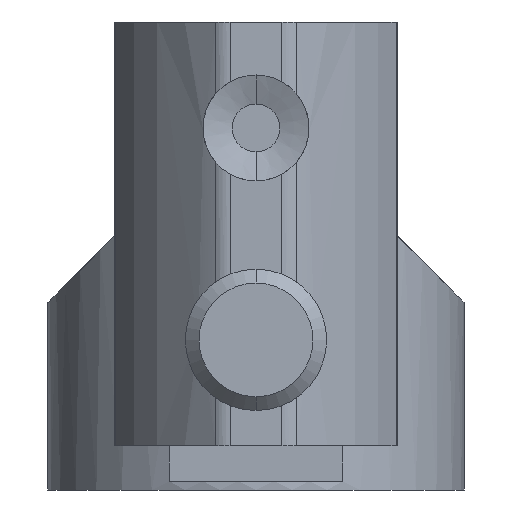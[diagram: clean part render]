
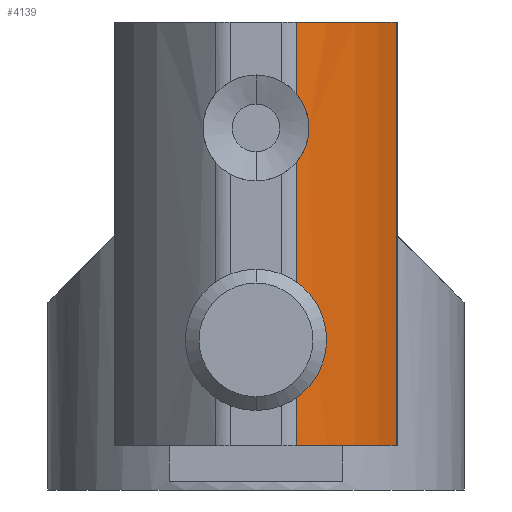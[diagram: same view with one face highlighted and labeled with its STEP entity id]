
A CAD part, front view. The second image highlights one B-rep face of the part: STEP entity #4139.
In plain terms, the highlighted cylindrical face has radius 8.5 mm (diameter 17 mm), a partial arc.
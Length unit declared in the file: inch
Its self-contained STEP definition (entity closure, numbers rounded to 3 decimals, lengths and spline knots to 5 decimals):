
#9 = VECTOR ( 'NONE', #19, 39.37008 ) ;
#19 = DIRECTION ( 'NONE',  ( 0., 0., -1. ) ) ;
#74 = CIRCLE ( 'NONE', #813, 0.33465 ) ;
#144 = ORIENTED_EDGE ( 'NONE', *, *, #3429, .T. ) ;
#145 = CARTESIAN_POINT ( 'NONE',  ( 0.06497, -0.14446, -0.12259 ) ) ;
#150 = CARTESIAN_POINT ( 'NONE',  ( -0.15072, 0.11141, 0.23622 ) ) ;
#180 = LINE ( 'NONE', #1367, #9 ) ;
#251 = CARTESIAN_POINT ( 'NONE',  ( -0.15072, 0.11141, -0.23622 ) ) ;
#451 = AXIS2_PLACEMENT_3D ( 'NONE', #1932, #4292, #1637 ) ;
#460 = FACE_OUTER_BOUND ( 'NONE', #3729, .T. ) ;
#491 = CARTESIAN_POINT ( 'NONE',  ( 0.05643, -0.15142, 0.13588 ) ) ;
#496 = CARTESIAN_POINT ( 'NONE',  ( 0.06257, -0.14646, -0.13614 ) ) ;
#502 = DIRECTION ( 'NONE',  ( -1., 0., 0. ) ) ;
#596 = DIRECTION ( 'NONE',  ( -1., 0., 0. ) ) ;
#617 = VERTEX_POINT ( 'NONE', #2558 ) ;
#800 = EDGE_CURVE ( 'NONE', #1609, #2773, #74, .T. ) ;
#813 = AXIS2_PLACEMENT_3D ( 'NONE', #251, #2586, #596 ) ;
#827 = CYLINDRICAL_SURFACE ( 'NONE', #451, 0.33465 ) ;
#832 = CARTESIAN_POINT ( 'NONE',  ( 0.0587, -0.14961, 0.12548 ) ) ;
#837 = CARTESIAN_POINT ( 'NONE',  ( 0.05581, -0.15194, -0.15249 ) ) ;
#839 = B_SPLINE_CURVE_WITH_KNOTS ( 'NONE', 3,
 ( #2153, #3829, #2480, #491, #2822, #832, #3172, #1171, #3514, #1519, #3846, #1842 ),
 .UNSPECIFIED., .F., .F.,
 ( 4, 2, 2, 2, 2, 4 ),
 ( 0., 0.00055, 0.00083, 0.0011, 0.00165, 0.0022 ),
 .UNSPECIFIED. ) ;
#843 = DIRECTION ( 'NONE',  ( 0., 0., -1. ) ) ;
#851 = DIRECTION ( 'NONE',  ( 0., 0., -1. ) ) ;
#1026 = ORIENTED_EDGE ( 'NONE', *, *, #800, .T. ) ;
#1131 = VERTEX_POINT ( 'NONE', #3298 ) ;
#1162 = CARTESIAN_POINT ( 'NONE',  ( 0.04483, -0.16016, 0.15656 ) ) ;
#1171 = CARTESIAN_POINT ( 'NONE',  ( 0.05906, -0.14932, 0.11092 ) ) ;
#1173 = CARTESIAN_POINT ( 'NONE',  ( 0.15617, -0.02203, 0.23622 ) ) ;
#1174 = CARTESIAN_POINT ( 'NONE',  ( 0.04483, -0.16016, -0.16513 ) ) ;
#1242 = VERTEX_POINT ( 'NONE', #1329 ) ;
#1329 = CARTESIAN_POINT ( 'NONE',  ( 0.04483, -0.16016, -0.07109 ) ) ;
#1367 = CARTESIAN_POINT ( 'NONE',  ( 0.04483, -0.16016, 0.23622 ) ) ;
#1395 = ORIENTED_EDGE ( 'NONE', *, *, #4344, .T. ) ;
#1428 = CARTESIAN_POINT ( 'NONE',  ( 0.15617, -0.02203, 0.23622 ) ) ;
#1507 = CARTESIAN_POINT ( 'NONE',  ( 0.05052, -0.15599, -0.07705 ) ) ;
#1519 = CARTESIAN_POINT ( 'NONE',  ( 0.05271, -0.15432, 0.09058 ) ) ;
#1530 = CARTESIAN_POINT ( 'NONE',  ( 0.04483, -0.16016, 0.23622 ) ) ;
#1557 = ORIENTED_EDGE ( 'NONE', *, *, #1851, .T. ) ;
#1609 = VERTEX_POINT ( 'NONE', #4122 ) ;
#1622 = LINE ( 'NONE', #1530, #1801 ) ;
#1637 = DIRECTION ( 'NONE',  ( -1., 0., 0. ) ) ;
#1767 = ORIENTED_EDGE ( 'NONE', *, *, #1768, .F. ) ;
#1768 = EDGE_CURVE ( 'NONE', #1967, #2773, #3540, .T. ) ;
#1801 = VECTOR ( 'NONE', #851, 39.37008 ) ;
#1835 = CARTESIAN_POINT ( 'NONE',  ( 0.05755, -0.15054, -0.08767 ) ) ;
#1842 = CARTESIAN_POINT ( 'NONE',  ( 0.04483, -0.16016, 0.07966 ) ) ;
#1851 = EDGE_CURVE ( 'NONE', #1131, #1609, #1622, .T. ) ;
#1912 = EDGE_CURVE ( 'NONE', #617, #3043, #180, .T. ) ;
#1932 = CARTESIAN_POINT ( 'NONE',  ( -0.15072, 0.11141, 0.23622 ) ) ;
#1967 = VERTEX_POINT ( 'NONE', #1428 ) ;
#2110 = EDGE_CURVE ( 'NONE', #1242, #1131, #2872, .T. ) ;
#2115 = ORIENTED_EDGE ( 'NONE', *, *, #1912, .T. ) ;
#2153 = CARTESIAN_POINT ( 'NONE',  ( 0.04483, -0.16016, 0.15656 ) ) ;
#2158 = CARTESIAN_POINT ( 'NONE',  ( 0.06495, -0.14447, -0.10882 ) ) ;
#2183 = CARTESIAN_POINT ( 'NONE',  ( 0.15617, -0.02203, -0.23622 ) ) ;
#2465 = VECTOR ( 'NONE', #843, 39.37008 ) ;
#2480 = CARTESIAN_POINT ( 'NONE',  ( 0.05268, -0.15435, 0.1457 ) ) ;
#2488 = CARTESIAN_POINT ( 'NONE',  ( 0.06447, -0.14488, -0.12727 ) ) ;
#2490 = DIRECTION ( 'NONE',  ( 0., 0., 1. ) ) ;
#2508 = CARTESIAN_POINT ( 'NONE',  ( 0.04483, -0.16016, 0.23622 ) ) ;
#2558 = CARTESIAN_POINT ( 'NONE',  ( 0.04483, -0.16016, 0.23622 ) ) ;
#2586 = DIRECTION ( 'NONE',  ( 0., 0., 1. ) ) ;
#2621 = ORIENTED_EDGE ( 'NONE', *, *, #2110, .T. ) ;
#2632 = AXIS2_PLACEMENT_3D ( 'NONE', #150, #2490, #502 ) ;
#2738 = LINE ( 'NONE', #2508, #2465 ) ;
#2773 = VERTEX_POINT ( 'NONE', #2183 ) ;
#2822 = CARTESIAN_POINT ( 'NONE',  ( 0.05739, -0.15066, 0.1325 ) ) ;
#2827 = CARTESIAN_POINT ( 'NONE',  ( 0.06116, -0.14763, -0.14045 ) ) ;
#2841 = VERTEX_POINT ( 'NONE', #4132 ) ;
#2872 = B_SPLINE_CURVE_WITH_KNOTS ( 'NONE', 3,
 ( #3139, #3154, #1507, #3835, #1835, #4172, #2158, #145, #2488, #496, #2827, #837, #3178, #1174 ),
 .UNSPECIFIED., .F., .F.,
 ( 4, 2, 2, 2, 2, 2, 4 ),
 ( 0., 0.00035, 0.0007, 0.0014, 0.00175, 0.0021, 0.0028 ),
 .UNSPECIFIED. ) ;
#2959 = VECTOR ( 'NONE', #3516, 39.37008 ) ;
#3043 = VERTEX_POINT ( 'NONE', #1162 ) ;
#3139 = CARTESIAN_POINT ( 'NONE',  ( 0.04483, -0.16016, -0.07109 ) ) ;
#3154 = CARTESIAN_POINT ( 'NONE',  ( 0.04781, -0.15801, -0.07394 ) ) ;
#3172 = CARTESIAN_POINT ( 'NONE',  ( 0.05905, -0.14933, 0.12179 ) ) ;
#3178 = CARTESIAN_POINT ( 'NONE',  ( 0.0508, -0.15586, -0.15943 ) ) ;
#3298 = CARTESIAN_POINT ( 'NONE',  ( 0.04483, -0.16016, -0.16513 ) ) ;
#3429 = EDGE_CURVE ( 'NONE', #2841, #1242, #2738, .T. ) ;
#3505 = CIRCLE ( 'NONE', #2632, 0.33465 ) ;
#3514 = CARTESIAN_POINT ( 'NONE',  ( 0.05769, -0.15044, 0.10367 ) ) ;
#3516 = DIRECTION ( 'NONE',  ( 0., 0., -1. ) ) ;
#3540 = LINE ( 'NONE', #1173, #2959 ) ;
#3729 = EDGE_LOOP ( 'NONE', ( #2115, #1395, #144, #2621, #1557, #1026, #1767, #4138 ) ) ;
#3829 = CARTESIAN_POINT ( 'NONE',  ( 0.04914, -0.15705, 0.15153 ) ) ;
#3835 = CARTESIAN_POINT ( 'NONE',  ( 0.05538, -0.15226, -0.0839 ) ) ;
#3846 = CARTESIAN_POINT ( 'NONE',  ( 0.04914, -0.15705, 0.0847 ) ) ;
#4080 = EDGE_CURVE ( 'NONE', #617, #1967, #3505, .T. ) ;
#4122 = CARTESIAN_POINT ( 'NONE',  ( 0.04483, -0.16016, -0.23622 ) ) ;
#4132 = CARTESIAN_POINT ( 'NONE',  ( 0.04483, -0.16016, 0.07966 ) ) ;
#4138 = ORIENTED_EDGE ( 'NONE', *, *, #4080, .F. ) ;
#4139 = ADVANCED_FACE ( 'NONE', ( #460 ), #827, .T. ) ;
#4172 = CARTESIAN_POINT ( 'NONE',  ( 0.0629, -0.14622, -0.09967 ) ) ;
#4292 = DIRECTION ( 'NONE',  ( 0., 0., -1. ) ) ;
#4344 = EDGE_CURVE ( 'NONE', #3043, #2841, #839, .T. ) ;
